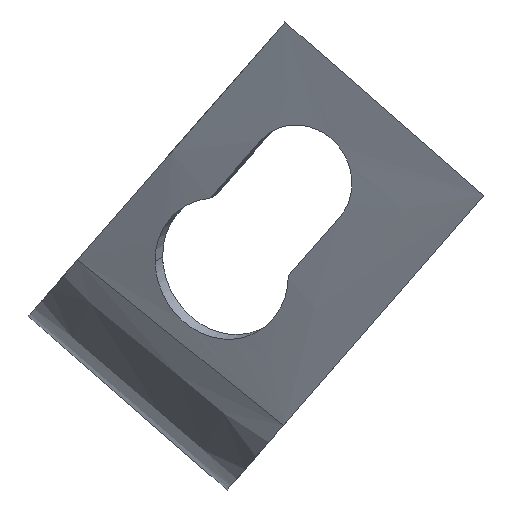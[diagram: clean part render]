
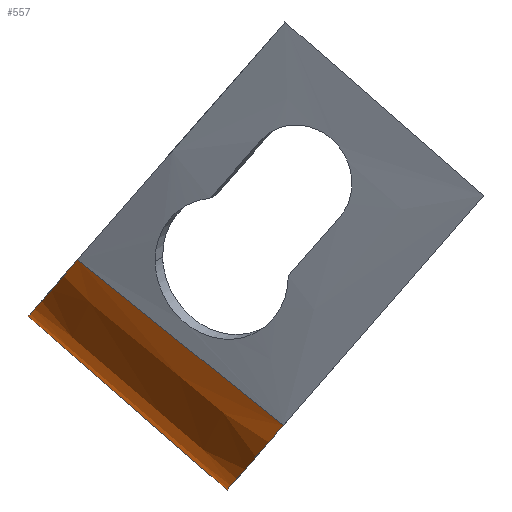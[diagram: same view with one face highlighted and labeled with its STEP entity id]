
A CAD part, left-side view. The second image highlights one B-rep face of the part: STEP entity #557.
In plain terms, the highlighted free-form (B-spline) face has degree [5, 5] with [6, 6] control points.
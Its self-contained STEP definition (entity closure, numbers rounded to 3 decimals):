
#81=CARTESIAN_POINT('Vertex',(-1.508,120.526,17.908)) ;
#85=CARTESIAN_POINT('Control Point',(-6.581,118.652,20.056)) ;
#86=CARTESIAN_POINT('Control Point',(-6.276,118.985,19.674)) ;
#87=CARTESIAN_POINT('Control Point',(-5.907,119.293,19.321)) ;
#88=CARTESIAN_POINT('Control Point',(-5.48,119.568,19.005)) ;
#89=CARTESIAN_POINT('Control Point',(-4.621,119.997,18.515)) ;
#90=CARTESIAN_POINT('Control Point',(-3.643,120.287,18.182)) ;
#91=CARTESIAN_POINT('Control Point',(-3.187,120.387,18.066)) ;
#92=CARTESIAN_POINT('Control Point',(-2.574,120.479,17.962)) ;
#93=CARTESIAN_POINT('Control Point',(-1.951,120.517,17.918)) ;
#94=CARTESIAN_POINT('Control Point',(-1.803,120.523,17.911)) ;
#95=CARTESIAN_POINT('Control Point',(-1.655,120.526,17.908)) ;
#96=CARTESIAN_POINT('Control Point',(-1.508,120.526,17.908)) ;
#97=CARTESIAN_POINT('Vertex',(-6.581,118.652,20.056)) ;
#476=CARTESIAN_POINT('Control Point',(-1.508,120.526,17.908)) ;
#477=CARTESIAN_POINT('Control Point',(-1.861,119.019,16.594)) ;
#478=CARTESIAN_POINT('Control Point',(-2.229,117.512,15.279)) ;
#479=CARTESIAN_POINT('Control Point',(-2.607,116.005,13.965)) ;
#480=CARTESIAN_POINT('Control Point',(-2.993,114.497,12.65)) ;
#481=CARTESIAN_POINT('Control Point',(-3.384,112.99,11.335)) ;
#482=CARTESIAN_POINT('Vertex',(-3.384,112.99,11.335)) ;
#498=CARTESIAN_POINT('Control Point',(-6.421,119.312,20.623)) ;
#499=CARTESIAN_POINT('Control Point',(-5.818,119.911,19.774)) ;
#500=CARTESIAN_POINT('Control Point',(-4.952,120.371,19.013)) ;
#501=CARTESIAN_POINT('Control Point',(-3.874,120.637,18.418)) ;
#502=CARTESIAN_POINT('Control Point',(-2.691,120.684,18.045)) ;
#503=CARTESIAN_POINT('Control Point',(-1.508,120.526,17.908)) ;
#504=CARTESIAN_POINT('Control Point',(-6.875,117.611,19.3)) ;
#505=CARTESIAN_POINT('Control Point',(-6.284,118.234,18.42)) ;
#506=CARTESIAN_POINT('Control Point',(-5.412,118.714,17.626)) ;
#507=CARTESIAN_POINT('Control Point',(-4.316,118.992,17.002)) ;
#508=CARTESIAN_POINT('Control Point',(-3.106,119.039,16.611)) ;
#509=CARTESIAN_POINT('Control Point',(-1.896,118.872,16.466)) ;
#510=CARTESIAN_POINT('Control Point',(-7.33,115.913,17.95)) ;
#511=CARTESIAN_POINT('Control Point',(-6.749,116.556,17.046)) ;
#512=CARTESIAN_POINT('Control Point',(-5.875,117.054,16.226)) ;
#513=CARTESIAN_POINT('Control Point',(-4.764,117.342,15.579)) ;
#514=CARTESIAN_POINT('Control Point',(-3.533,117.39,15.172)) ;
#515=CARTESIAN_POINT('Control Point',(-2.302,117.216,15.021)) ;
#516=CARTESIAN_POINT('Control Point',(-7.787,114.218,16.583)) ;
#517=CARTESIAN_POINT('Control Point',(-7.216,114.879,15.659)) ;
#518=CARTESIAN_POINT('Control Point',(-6.341,115.391,14.817)) ;
#519=CARTESIAN_POINT('Control Point',(-5.218,115.688,14.15)) ;
#520=CARTESIAN_POINT('Control Point',(-3.969,115.736,13.731)) ;
#521=CARTESIAN_POINT('Control Point',(-2.72,115.556,13.574)) ;
#522=CARTESIAN_POINT('Control Point',(-8.247,112.525,15.203)) ;
#523=CARTESIAN_POINT('Control Point',(-7.685,113.201,14.262)) ;
#524=CARTESIAN_POINT('Control Point',(-6.808,113.726,13.401)) ;
#525=CARTESIAN_POINT('Control Point',(-5.675,114.031,12.717)) ;
#526=CARTESIAN_POINT('Control Point',(-4.411,114.081,12.286)) ;
#527=CARTESIAN_POINT('Control Point',(-3.147,113.896,12.125)) ;
#528=CARTESIAN_POINT('Control Point',(-8.709,110.833,13.813)) ;
#529=CARTESIAN_POINT('Control Point',(-8.155,111.522,12.858)) ;
#530=CARTESIAN_POINT('Control Point',(-7.278,112.06,11.98)) ;
#531=CARTESIAN_POINT('Control Point',(-6.135,112.371,11.28)) ;
#532=CARTESIAN_POINT('Control Point',(-4.858,112.422,10.84)) ;
#533=CARTESIAN_POINT('Control Point',(-3.58,112.233,10.675)) ;
#535=CARTESIAN_POINT('Control Point',(-8.687,110.86,13.776)) ;
#536=CARTESIAN_POINT('Control Point',(-7.95,111.827,12.668)) ;
#537=CARTESIAN_POINT('Control Point',(-6.649,112.604,11.777)) ;
#538=CARTESIAN_POINT('Control Point',(-5.011,112.99,11.335)) ;
#539=CARTESIAN_POINT('Control Point',(-3.384,112.99,11.335)) ;
#540=CARTESIAN_POINT('Vertex',(-8.687,110.86,13.776)) ;
#544=CARTESIAN_POINT('Control Point',(-6.58,118.652,20.056)) ;
#545=CARTESIAN_POINT('Control Point',(-6.999,117.089,18.831)) ;
#546=CARTESIAN_POINT('Control Point',(-7.418,115.529,17.585)) ;
#547=CARTESIAN_POINT('Control Point',(-7.839,113.971,16.325)) ;
#548=CARTESIAN_POINT('Control Point',(-8.262,112.415,15.055)) ;
#549=CARTESIAN_POINT('Control Point',(-8.687,110.86,13.776)) ;
#99=EDGE_CURVE('',#98,#82,#84,.T.) ;
#484=EDGE_CURVE('',#82,#483,#475,.T.) ;
#542=EDGE_CURVE('',#541,#483,#534,.T.) ;
#550=EDGE_CURVE('',#541,#98,#543,.F.) ;
#551=EDGE_LOOP('',(#552,#553,#554,#555)) ;
#552=ORIENTED_EDGE('',*,*,#542,.F.) ;
#553=ORIENTED_EDGE('',*,*,#550,.T.) ;
#554=ORIENTED_EDGE('',*,*,#99,.T.) ;
#555=ORIENTED_EDGE('',*,*,#484,.T.) ;
#82=VERTEX_POINT('',#81) ;
#98=VERTEX_POINT('',#97) ;
#483=VERTEX_POINT('',#482) ;
#541=VERTEX_POINT('',#540) ;
#557=ADVANCED_FACE('PartBody',(#556),#497,.F.) ;
#84=B_SPLINE_CURVE_WITH_KNOTS('',5,(#85,#86,#87,#88,#89,#90,#91,#92,#93,#94,#95,#96),.UNSPECIFIED.,.F.,.U.,(6,3,3,6),(0.,4.189,7.578,8.629),.UNSPECIFIED.) ;
#475=B_SPLINE_CURVE_WITH_KNOTS('',5,(#476,#477,#478,#479,#480,#481),.UNSPECIFIED.,.F.,.U.,(6,6),(0.,14.389),.UNSPECIFIED.) ;
#534=B_SPLINE_CURVE_WITH_KNOTS('',4,(#535,#536,#537,#538,#539),.UNSPECIFIED.,.F.,.U.,(5,5),(0.,9.374),.UNSPECIFIED.) ;
#543=B_SPLINE_CURVE_WITH_KNOTS('',5,(#544,#545,#546,#547,#548,#549),.UNSPECIFIED.,.F.,.U.,(6,6),(13.315,23.568),.UNSPECIFIED.) ;
#497=B_SPLINE_SURFACE_WITH_KNOTS('',5,5,((#498,#499,#500,#501,#502,#503),(#504,#505,#506,#507,#508,#509),(#510,#511,#512,#513,#514,#515),(#516,#517,#518,#519,#520,#521),(#522,#523,#524,#525,#526,#527),(#528,#529,#530,#531,#532,#533)),.UNSPECIFIED.,.F.,.F.,.U.,(6,6),(6,6),(12.419,23.568),(-0.04,6.405),.UNSPECIFIED.) ;
#556=FACE_OUTER_BOUND('',#551,.T.) ;
